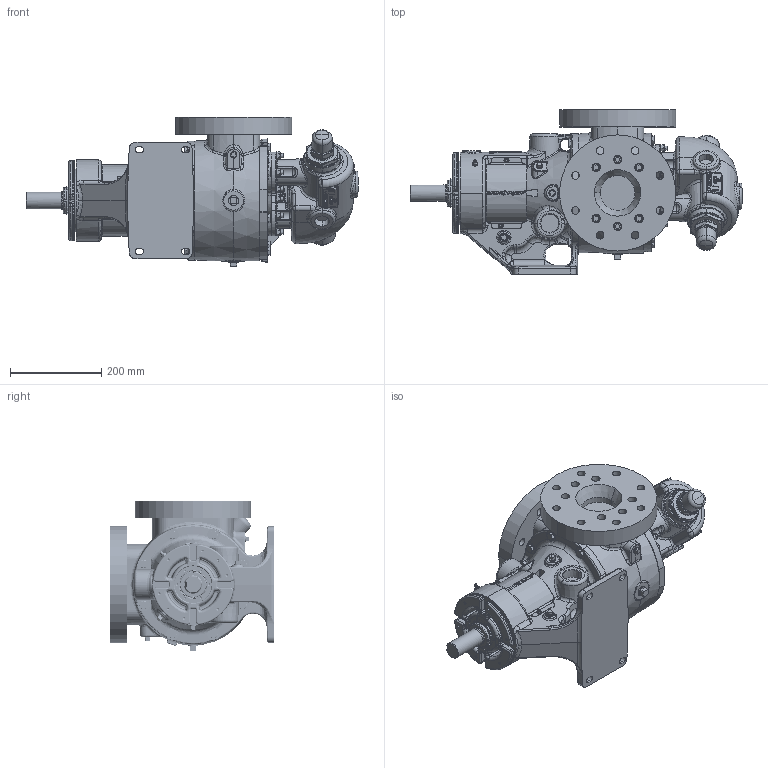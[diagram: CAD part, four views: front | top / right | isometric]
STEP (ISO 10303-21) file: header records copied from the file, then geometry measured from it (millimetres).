
FILE_DESCRIPTION (( 'STEP AP214' ), '1' );
FILE_NAME ('LV-4558.step', '2025-12-05T06:02:02', ( '' ), ( '' ), 'SwSTEP 2.0', 'SolidWorks 2024', '' );
FILE_SCHEMA (( 'AUTOMOTIVE_DESIGN' ));
Length unit declared in the file: inch
Products named in the file (1): LV-4558
Bounding box: 726 x 360.36 x 327.72 mm (x, y, z)
Volume: 22887478.3 mm3; surface area: 1164102.6 mm2
Topology: 1 solids, 1 shells, 5579 faces, 14239 edges, 8863 vertices
Faces by surface type: plane 1834, bspline 1696, cylinder 954, cone 817, torus 182, sphere 96
Entity records: 258496 total; most frequent: CARTESIAN_POINT 137778, ORIENTED_EDGE 28236, DIRECTION 20433, EDGE_CURVE 14118, VERTEX_POINT 8860, AXIS2_PLACEMENT_3D 7559, EDGE_LOOP 5954, FACE_OUTER_BOUND 5579
